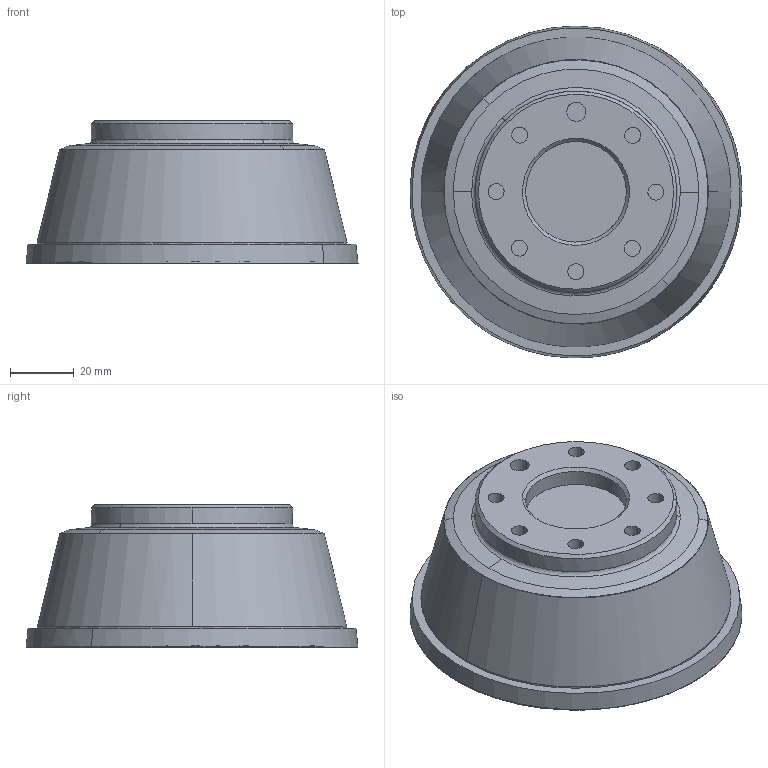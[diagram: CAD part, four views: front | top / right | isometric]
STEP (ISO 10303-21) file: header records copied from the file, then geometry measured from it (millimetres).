
FILE_DESCRIPTION(/* description */ (''),/* implementation_level */ '2;1');
FILE_NAME(/* name */ 'axe_7',/* time_stamp */ '2023-07-27T21:46:23+02:00',/* author */ (''),/* organization */ (''),/* preprocessor_version */ 'ST-DEVELOPER v16.5',/* originating_system */ 'Rhino 7.22',/* authorisation */ '');
FILE_SCHEMA (('CONFIG_CONTROL_DESIGN'));
Length unit declared in the file: millimetre
Products named in the file (1): axe_7
Bounding box: 103.89 x 103.88 x 44.6 mm (x, y, z)
Volume: 260182.2 mm3; surface area: 53588.8 mm2
Topology: 3 solids, 3 shells, 68 faces, 180 edges, 128 vertices
Faces by surface type: cylinder 26, bspline 24, plane 18
Entity records: 2646 total; most frequent: CARTESIAN_POINT 1497, ORIENTED_EDGE 356, EDGE_CURVE 178, VERTEX_POINT 128, EDGE_LOOP 80, ADVANCED_FACE 68, FACE_OUTER_BOUND 68, DIRECTION 46
